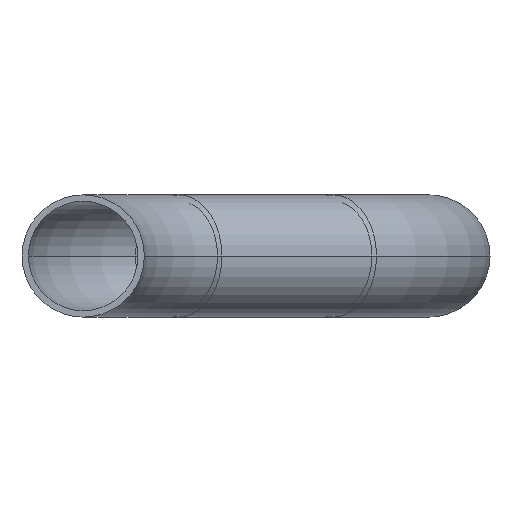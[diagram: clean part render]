
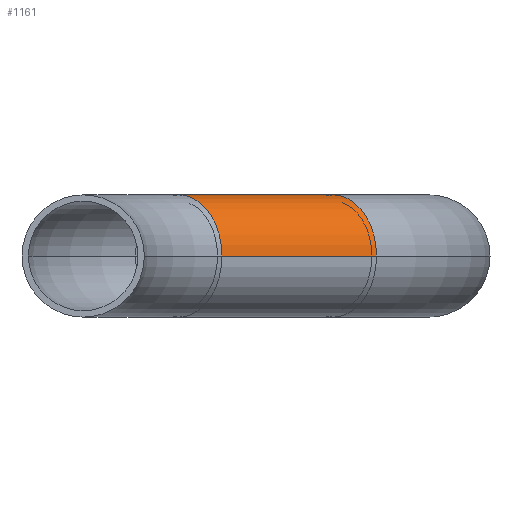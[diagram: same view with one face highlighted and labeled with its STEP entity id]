
A CAD part, left-side view. The second image highlights one B-rep face of the part: STEP entity #1161.
In plain terms, the highlighted cylindrical face has radius 57.15 mm (diameter 114.3 mm), a partial arc.
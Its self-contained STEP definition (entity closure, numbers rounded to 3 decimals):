
#71 = CARTESIAN_POINT ( 'NONE',  ( 700.414, -193.256, 0. ) ) ;
#107 = VECTOR ( 'NONE', #581, 1000. ) ;
#110 = DIRECTION ( 'NONE',  ( -0.707, -0.707, 0. ) ) ;
#147 = AXIS2_PLACEMENT_3D ( 'NONE', #534, #539, #362 ) ;
#160 = EDGE_CURVE ( 'NONE', #1140, #697, #734, .T. ) ;
#191 = CARTESIAN_POINT ( 'NONE',  ( 619.592, -274.079, 0. ) ) ;
#307 = CARTESIAN_POINT ( 'NONE',  ( 619.592, -274.079, 0. ) ) ;
#320 = CARTESIAN_POINT ( 'NONE',  ( 700.414, -193.256, 0. ) ) ;
#362 = DIRECTION ( 'NONE',  ( 0.707, 0.707, 0. ) ) ;
#366 = EDGE_LOOP ( 'NONE', ( #778, #1085, #494, #889 ) ) ;
#367 = CARTESIAN_POINT ( 'NONE',  ( 556.079, -48.921, 0. ) ) ;
#380 = FACE_OUTER_BOUND ( 'NONE', #366, .T. ) ;
#381 = AXIS2_PLACEMENT_3D ( 'NONE', #656, #862, #110 ) ;
#393 = CARTESIAN_POINT ( 'NONE',  ( 475.256, -129.744, 0. ) ) ;
#412 = DIRECTION ( 'NONE',  ( -0.707, 0.707, 0. ) ) ;
#468 = CARTESIAN_POINT ( 'NONE',  ( 515.668, -89.332, 0. ) ) ;
#494 = ORIENTED_EDGE ( 'NONE', *, *, #160, .T. ) ;
#534 = CARTESIAN_POINT ( 'NONE',  ( 660.003, -233.668, 0. ) ) ;
#539 = DIRECTION ( 'NONE',  ( 0.707, -0.707, 0. ) ) ;
#549 = DIRECTION ( 'NONE',  ( 0.707, 0.707, 0. ) ) ;
#570 = CYLINDRICAL_SURFACE ( 'NONE', #381, 57.15 ) ;
#581 = DIRECTION ( 'NONE',  ( -0.707, 0.707, 0. ) ) ;
#656 = CARTESIAN_POINT ( 'NONE',  ( 660.003, -233.668, 0. ) ) ;
#670 = CIRCLE ( 'NONE', #147, 57.15 ) ;
#697 = VERTEX_POINT ( 'NONE', #393 ) ;
#714 = VECTOR ( 'NONE', #412, 1000. ) ;
#734 = CIRCLE ( 'NONE', #972, 57.15 ) ;
#765 = VERTEX_POINT ( 'NONE', #191 ) ;
#778 = ORIENTED_EDGE ( 'NONE', *, *, #1094, .F. ) ;
#856 = LINE ( 'NONE', #307, #107 ) ;
#862 = DIRECTION ( 'NONE',  ( -0.707, 0.707, 0. ) ) ;
#889 = ORIENTED_EDGE ( 'NONE', *, *, #1200, .F. ) ;
#906 = EDGE_CURVE ( 'NONE', #1136, #1140, #982, .T. ) ;
#972 = AXIS2_PLACEMENT_3D ( 'NONE', #468, #1024, #549 ) ;
#982 = LINE ( 'NONE', #320, #714 ) ;
#1024 = DIRECTION ( 'NONE',  ( 0.707, -0.707, 0. ) ) ;
#1085 = ORIENTED_EDGE ( 'NONE', *, *, #906, .T. ) ;
#1094 = EDGE_CURVE ( 'NONE', #1136, #765, #670, .T. ) ;
#1136 = VERTEX_POINT ( 'NONE', #71 ) ;
#1140 = VERTEX_POINT ( 'NONE', #367 ) ;
#1161 = ADVANCED_FACE ( 'NONE', ( #380 ), #570, .T. ) ;
#1200 = EDGE_CURVE ( 'NONE', #765, #697, #856, .T. ) ;
